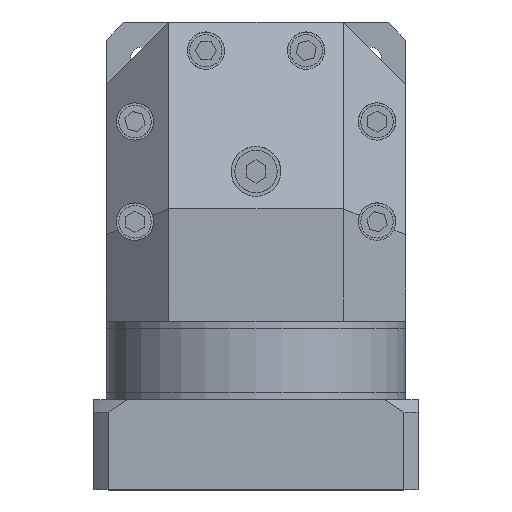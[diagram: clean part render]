
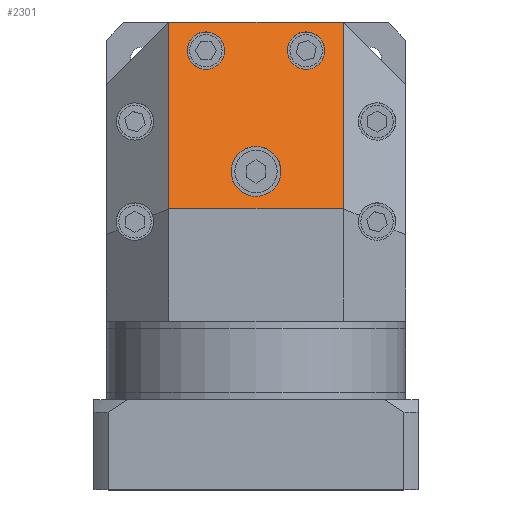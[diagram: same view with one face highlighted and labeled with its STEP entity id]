
A CAD part, top view. The second image highlights one B-rep face of the part: STEP entity #2301.
In plain terms, the highlighted planar face has unit normal (0, 0.707, 0.707).
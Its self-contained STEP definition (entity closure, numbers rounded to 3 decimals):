
#56 = ORIENTED_EDGE ( 'NONE', *, *, #15055, .T. ) ;
#76 = CARTESIAN_POINT ( 'NONE',  ( -12.591, 63.504, -18.504 ) ) ;
#95 = ORIENTED_EDGE ( 'NONE', *, *, #12749, .F. ) ;
#448 = EDGE_LOOP ( 'NONE', ( #2220, #14769 ) ) ;
#1052 =( BOUNDED_CURVE ( )  B_SPLINE_CURVE ( 3, ( #1524, #2735, #12233, #5123 ),
 .UNSPECIFIED., .F., .T. ) 
 B_SPLINE_CURVE_WITH_KNOTS ( ( 4, 4 ),
 ( 4.712, 7.854 ),
 .UNSPECIFIED. ) 
 CURVE ( )  GEOMETRIC_REPRESENTATION_ITEM ( )  RATIONAL_B_SPLINE_CURVE ( ( 1., 0.333, 0.333, 1. ) ) 
 REPRESENTATION_ITEM ( '' )  );
#1244 = CARTESIAN_POINT ( 'NONE',  ( -27.591, 48.504, -3.504 ) ) ;
#1524 = CARTESIAN_POINT ( 'NONE',  ( -27.591, 48.504, -3.504 ) ) ;
#1829 = CARTESIAN_POINT ( 'NONE',  ( -10., 0., 45. ) ) ;
#1882 = CARTESIAN_POINT ( 'NONE',  ( -27.591, 48.504, -3.504 ) ) ;
#1896 = EDGE_LOOP ( 'NONE', ( #15081, #10278, #5575, #56 ) ) ;
#2032 =( BOUNDED_CURVE ( )  B_SPLINE_CURVE ( 3, ( #1829, #8965, #7753, #10169 ),
 .UNSPECIFIED., .F., .F. ) 
 B_SPLINE_CURVE_WITH_KNOTS ( ( 4, 4 ),
 ( 4.712, 7.854 ),
 .UNSPECIFIED. ) 
 CURVE ( )  GEOMETRIC_REPRESENTATION_ITEM ( )  RATIONAL_B_SPLINE_CURVE ( ( 1., 0.333, 0.333, 1. ) ) 
 REPRESENTATION_ITEM ( '' )  );
#2157 = DIRECTION ( 'NONE',  ( -1., 0., 0. ) ) ;
#2220 = ORIENTED_EDGE ( 'NONE', *, *, #11274, .F. ) ;
#2301 = ADVANCED_FACE ( 'NONE', ( #9112, #12273, #15041, #15417 ), #15189, .F. ) ;
#2341 = CARTESIAN_POINT ( 'NONE',  ( 27.591, 33.504, 11.496 ) ) ;
#2351 = LINE ( 'NONE', #11424, #14996 ) ;
#2463 = VERTEX_POINT ( 'NONE', #14414 ) ;
#2727 = CARTESIAN_POINT ( 'NONE',  ( 10., 0., 45. ) ) ;
#2735 = CARTESIAN_POINT ( 'NONE',  ( -27.591, 33.504, 11.496 ) ) ;
#3937 = EDGE_CURVE ( 'NONE', #14347, #2463, #1052, .T. ) ;
#4045 = EDGE_CURVE ( 'NONE', #13064, #4809, #9878, .T. ) ;
#4065 = EDGE_CURVE ( 'NONE', #4194, #8767, #2032, .T. ) ;
#4188 = CARTESIAN_POINT ( 'NONE',  ( -60., 60., -15. ) ) ;
#4194 = VERTEX_POINT ( 'NONE', #5672 ) ;
#4225 = CARTESIAN_POINT ( 'NONE',  ( -35., -15., 60. ) ) ;
#4455 = CARTESIAN_POINT ( 'NONE',  ( 27.591, 63.504, -18.504 ) ) ;
#4541 = CARTESIAN_POINT ( 'NONE',  ( 35., -15., 60. ) ) ;
#4809 = VERTEX_POINT ( 'NONE', #14382 ) ;
#4812 = ORIENTED_EDGE ( 'NONE', *, *, #12787, .F. ) ;
#5092 =( BOUNDED_CURVE ( )  B_SPLINE_CURVE ( 3, ( #2727, #9830, #5111, #13406 ),
 .UNSPECIFIED., .F., .F. ) 
 B_SPLINE_CURVE_WITH_KNOTS ( ( 4, 4 ),
 ( 1.571, 4.712 ),
 .UNSPECIFIED. ) 
 CURVE ( )  GEOMETRIC_REPRESENTATION_ITEM ( )  RATIONAL_B_SPLINE_CURVE ( ( 1., 0.333, 0.333, 1. ) ) 
 REPRESENTATION_ITEM ( '' )  );
#5111 = CARTESIAN_POINT ( 'NONE',  ( -10., 20., 25. ) ) ;
#5123 = CARTESIAN_POINT ( 'NONE',  ( -12.591, 48.504, -3.504 ) ) ;
#5143 = VECTOR ( 'NONE', #6651, 1000. ) ;
#5575 = ORIENTED_EDGE ( 'NONE', *, *, #13850, .F. ) ;
#5672 = CARTESIAN_POINT ( 'NONE',  ( -10., 0., 45. ) ) ;
#6651 = DIRECTION ( 'NONE',  ( 0., -0.707, 0.707 ) ) ;
#6874 = CARTESIAN_POINT ( 'NONE',  ( 0., -15., 60. ) ) ;
#6910 = CARTESIAN_POINT ( 'NONE',  ( 12.591, 48.504, -3.504 ) ) ;
#7285 = VERTEX_POINT ( 'NONE', #11465 ) ;
#7606 = LINE ( 'NONE', #4541, #13914 ) ;
#7753 = CARTESIAN_POINT ( 'NONE',  ( 10., -20., 65. ) ) ;
#8255 = CARTESIAN_POINT ( 'NONE',  ( 12.591, 48.504, -3.504 ) ) ;
#8373 = CARTESIAN_POINT ( 'NONE',  ( -27.591, 63.504, -18.504 ) ) ;
#8424 = CARTESIAN_POINT ( 'NONE',  ( -35., 60., -15. ) ) ;
#8767 = VERTEX_POINT ( 'NONE', #10335 ) ;
#8965 = CARTESIAN_POINT ( 'NONE',  ( -10., -20., 65. ) ) ;
#8989 = EDGE_CURVE ( 'NONE', #2463, #14347, #14509, .T. ) ;
#9112 = FACE_BOUND ( 'NONE', #13588, .T. ) ;
#9277 = DIRECTION ( 'NONE',  ( 0., -0.707, -0.707 ) ) ;
#9318 = VERTEX_POINT ( 'NONE', #10441 ) ;
#9371 = CARTESIAN_POINT ( 'NONE',  ( -35., -15., 60. ) ) ;
#9830 = CARTESIAN_POINT ( 'NONE',  ( 10., 20., 25. ) ) ;
#9855 =( BOUNDED_CURVE ( )  B_SPLINE_CURVE ( 3, ( #11631, #4455, #14032, #6910 ),
 .UNSPECIFIED., .F., .F. ) 
 B_SPLINE_CURVE_WITH_KNOTS ( ( 4, 4 ),
 ( 1.571, 4.712 ),
 .UNSPECIFIED. ) 
 CURVE ( )  GEOMETRIC_REPRESENTATION_ITEM ( )  RATIONAL_B_SPLINE_CURVE ( ( 1., 0.333, 0.333, 1. ) ) 
 REPRESENTATION_ITEM ( '' )  );
#9878 = LINE ( 'NONE', #4188, #12995 ) ;
#10144 = ORIENTED_EDGE ( 'NONE', *, *, #3937, .F. ) ;
#10169 = CARTESIAN_POINT ( 'NONE',  ( 10., 0., 45. ) ) ;
#10226 = VERTEX_POINT ( 'NONE', #13648 ) ;
#10278 = ORIENTED_EDGE ( 'NONE', *, *, #14360, .T. ) ;
#10335 = CARTESIAN_POINT ( 'NONE',  ( 10., 0., 45. ) ) ;
#10441 = CARTESIAN_POINT ( 'NONE',  ( 27.591, 48.504, -3.504 ) ) ;
#10655 = CARTESIAN_POINT ( 'NONE',  ( 27.591, 48.504, -3.504 ) ) ;
#10848 = EDGE_LOOP ( 'NONE', ( #13269, #10144 ) ) ;
#11244 = DIRECTION ( 'NONE',  ( 1., 0., 0. ) ) ;
#11274 = EDGE_CURVE ( 'NONE', #8767, #4194, #5092, .T. ) ;
#11424 = CARTESIAN_POINT ( 'NONE',  ( 0., -15., 60. ) ) ;
#11465 = CARTESIAN_POINT ( 'NONE',  ( 12.591, 48.504, -3.504 ) ) ;
#11631 = CARTESIAN_POINT ( 'NONE',  ( 27.591, 48.504, -3.504 ) ) ;
#12233 = CARTESIAN_POINT ( 'NONE',  ( -12.591, 33.504, 11.496 ) ) ;
#12273 = FACE_BOUND ( 'NONE', #10848, .T. ) ;
#12607 = DIRECTION ( 'NONE',  ( -1., 0., 0. ) ) ;
#12749 = EDGE_CURVE ( 'NONE', #9318, #7285, #9855, .T. ) ;
#12780 = VERTEX_POINT ( 'NONE', #9371 ) ;
#12787 = EDGE_CURVE ( 'NONE', #7285, #9318, #13728, .T. ) ;
#12995 = VECTOR ( 'NONE', #11244, 1000. ) ;
#13064 = VERTEX_POINT ( 'NONE', #8424 ) ;
#13269 = ORIENTED_EDGE ( 'NONE', *, *, #8989, .F. ) ;
#13406 = CARTESIAN_POINT ( 'NONE',  ( -10., 0., 45. ) ) ;
#13588 = EDGE_LOOP ( 'NONE', ( #95, #4812 ) ) ;
#13648 = CARTESIAN_POINT ( 'NONE',  ( 35., -15., 60. ) ) ;
#13728 =( BOUNDED_CURVE ( )  B_SPLINE_CURVE ( 3, ( #8255, #15371, #2341, #10655 ),
 .UNSPECIFIED., .F., .F. ) 
 B_SPLINE_CURVE_WITH_KNOTS ( ( 4, 4 ),
 ( 4.712, 7.854 ),
 .UNSPECIFIED. ) 
 CURVE ( )  GEOMETRIC_REPRESENTATION_ITEM ( )  RATIONAL_B_SPLINE_CURVE ( ( 1., 0.333, 0.333, 1. ) ) 
 REPRESENTATION_ITEM ( '' )  );
#13753 = AXIS2_PLACEMENT_3D ( 'NONE', #6874, #9277, #2157 ) ;
#13850 = EDGE_CURVE ( 'NONE', #10226, #12780, #2351, .T. ) ;
#13914 = VECTOR ( 'NONE', #14008, 1000. ) ;
#14008 = DIRECTION ( 'NONE',  ( 0., 0.707, -0.707 ) ) ;
#14032 = CARTESIAN_POINT ( 'NONE',  ( 12.591, 63.504, -18.504 ) ) ;
#14304 = CARTESIAN_POINT ( 'NONE',  ( -12.591, 48.504, -3.504 ) ) ;
#14347 = VERTEX_POINT ( 'NONE', #1882 ) ;
#14360 = EDGE_CURVE ( 'NONE', #13064, #12780, #14986, .T. ) ;
#14382 = CARTESIAN_POINT ( 'NONE',  ( 35., 60., -15. ) ) ;
#14414 = CARTESIAN_POINT ( 'NONE',  ( -12.591, 48.504, -3.504 ) ) ;
#14509 =( BOUNDED_CURVE ( )  B_SPLINE_CURVE ( 3, ( #14304, #76, #8373, #1244 ),
 .UNSPECIFIED., .F., .F. ) 
 B_SPLINE_CURVE_WITH_KNOTS ( ( 4, 4 ),
 ( 1.571, 4.712 ),
 .UNSPECIFIED. ) 
 CURVE ( )  GEOMETRIC_REPRESENTATION_ITEM ( )  RATIONAL_B_SPLINE_CURVE ( ( 1., 0.333, 0.333, 1. ) ) 
 REPRESENTATION_ITEM ( '' )  );
#14769 = ORIENTED_EDGE ( 'NONE', *, *, #4065, .F. ) ;
#14986 = LINE ( 'NONE', #4225, #5143 ) ;
#14996 = VECTOR ( 'NONE', #12607, 1000. ) ;
#15041 = FACE_BOUND ( 'NONE', #448, .T. ) ;
#15055 = EDGE_CURVE ( 'NONE', #10226, #4809, #7606, .T. ) ;
#15081 = ORIENTED_EDGE ( 'NONE', *, *, #4045, .F. ) ;
#15189 = PLANE ( 'NONE',  #13753 ) ;
#15371 = CARTESIAN_POINT ( 'NONE',  ( 12.591, 33.504, 11.496 ) ) ;
#15417 = FACE_OUTER_BOUND ( 'NONE', #1896, .T. ) ;
